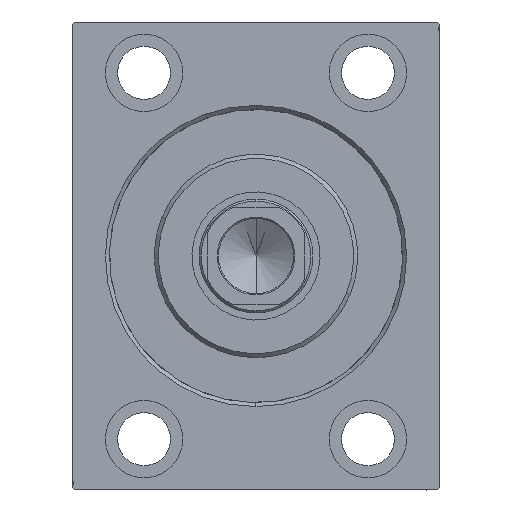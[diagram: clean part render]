
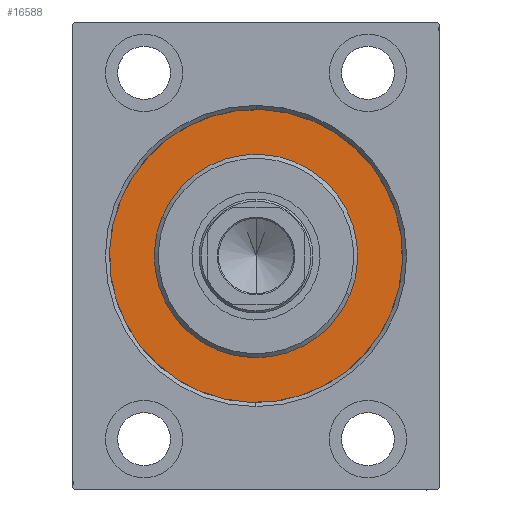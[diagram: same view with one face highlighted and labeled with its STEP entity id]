
A CAD part, left-side view. The second image highlights one B-rep face of the part: STEP entity #16588.
In plain terms, the highlighted face is planar.
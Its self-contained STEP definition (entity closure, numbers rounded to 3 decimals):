
#134 = VERTEX_POINT ( 'NONE', #27315 ) ;
#1067 = CARTESIAN_POINT ( 'NONE',  ( 0., 0., 0. ) ) ;
#2895 = EDGE_CURVE ( 'NONE', #31374, #29670, #21708, .T. ) ;
#3164 = CIRCLE ( 'NONE', #33072, 36. ) ;
#4131 = ORIENTED_EDGE ( 'NONE', *, *, #18409, .F. ) ;
#5305 = CARTESIAN_POINT ( 'NONE',  ( 0., 0., 0. ) ) ;
#7743 = DIRECTION ( 'NONE',  ( 0., 0., -1. ) ) ;
#9423 = FACE_OUTER_BOUND ( 'NONE', #18946, .T. ) ;
#10088 = FACE_BOUND ( 'NONE', #31866, .T. ) ;
#11366 = AXIS2_PLACEMENT_3D ( 'NONE', #23688, #43754, #16116 ) ;
#12096 = AXIS2_PLACEMENT_3D ( 'NONE', #1067, #42300, #7743 ) ;
#12443 = DIRECTION ( 'NONE',  ( 1., 0., 0. ) ) ;
#12704 = DIRECTION ( 'NONE',  ( 0., 0., 1. ) ) ;
#13793 = CIRCLE ( 'NONE', #38722, 36. ) ;
#16116 = DIRECTION ( 'NONE',  ( 0., 0., 1. ) ) ;
#16588 = ADVANCED_FACE ( 'NONE', ( #10088, #9423 ), #16777, .F. ) ;
#16777 = PLANE ( 'NONE',  #11366 ) ;
#18409 = EDGE_CURVE ( 'NONE', #29670, #31374, #31314, .T. ) ;
#18946 = EDGE_LOOP ( 'NONE', ( #33554, #38672 ) ) ;
#19817 = DIRECTION ( 'NONE',  ( 0., 0., 1. ) ) ;
#21708 = CIRCLE ( 'NONE', #28119, 25. ) ;
#23688 = CARTESIAN_POINT ( 'NONE',  ( 0., 0., 0. ) ) ;
#24049 = CARTESIAN_POINT ( 'NONE',  ( 0., 0., 0. ) ) ;
#26746 = CARTESIAN_POINT ( 'NONE',  ( 0., 0., 0. ) ) ;
#27315 = CARTESIAN_POINT ( 'NONE',  ( 0., 0., 36. ) ) ;
#27582 = CARTESIAN_POINT ( 'NONE',  ( 0., 0., -25. ) ) ;
#28119 = AXIS2_PLACEMENT_3D ( 'NONE', #5305, #12443, #28956 ) ;
#28956 = DIRECTION ( 'NONE',  ( 0., 0., -1. ) ) ;
#29670 = VERTEX_POINT ( 'NONE', #27582 ) ;
#30086 = DIRECTION ( 'NONE',  ( -1., 0., 0. ) ) ;
#31314 = CIRCLE ( 'NONE', #12096, 25. ) ;
#31360 = CARTESIAN_POINT ( 'NONE',  ( 0., 0., 25. ) ) ;
#31374 = VERTEX_POINT ( 'NONE', #31360 ) ;
#31866 = EDGE_LOOP ( 'NONE', ( #43588, #4131 ) ) ;
#33072 = AXIS2_PLACEMENT_3D ( 'NONE', #26746, #30086, #12704 ) ;
#33125 = VERTEX_POINT ( 'NONE', #41959 ) ;
#33554 = ORIENTED_EDGE ( 'NONE', *, *, #40602, .F. ) ;
#38672 = ORIENTED_EDGE ( 'NONE', *, *, #42769, .F. ) ;
#38722 = AXIS2_PLACEMENT_3D ( 'NONE', #24049, #40769, #19817 ) ;
#40602 = EDGE_CURVE ( 'NONE', #33125, #134, #13793, .T. ) ;
#40769 = DIRECTION ( 'NONE',  ( -1., 0., 0. ) ) ;
#41959 = CARTESIAN_POINT ( 'NONE',  ( 0., 0., -36. ) ) ;
#42300 = DIRECTION ( 'NONE',  ( 1., 0., 0. ) ) ;
#42769 = EDGE_CURVE ( 'NONE', #134, #33125, #3164, .T. ) ;
#43588 = ORIENTED_EDGE ( 'NONE', *, *, #2895, .F. ) ;
#43754 = DIRECTION ( 'NONE',  ( -1., 0., 0. ) ) ;
